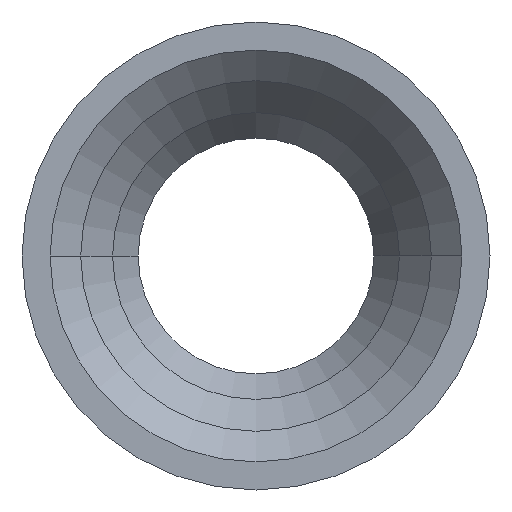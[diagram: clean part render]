
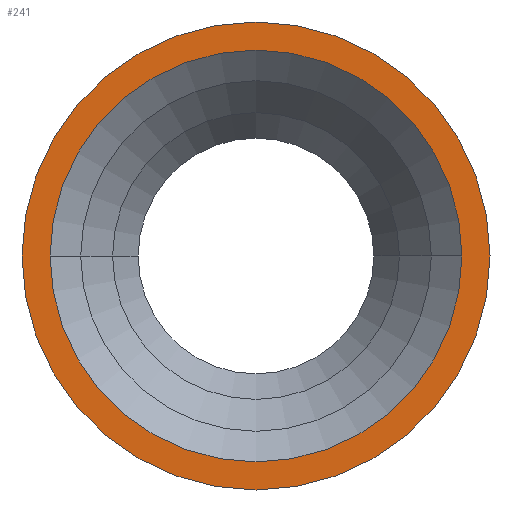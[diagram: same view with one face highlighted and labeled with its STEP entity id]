
A CAD part, left-side view. The second image highlights one B-rep face of the part: STEP entity #241.
In plain terms, the highlighted planar face has unit normal (-1, 0, 0).
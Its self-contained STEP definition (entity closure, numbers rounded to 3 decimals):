
#191 = VERTEX_POINT( '', #459 );
#199 = EDGE_CURVE( '', #365, #361, #468, .T. );
#241 = ADVANCED_FACE( '', ( #515, #516 ), #517, .T. );
#267 = EDGE_CURVE( '', #191, #275, #545, .T. );
#275 = VERTEX_POINT( '', #553 );
#307 = EDGE_CURVE( '', #275, #191, #591, .T. );
#325 = EDGE_CURVE( '', #361, #365, #611, .T. );
#361 = VERTEX_POINT( '', #653 );
#365 = VERTEX_POINT( '', #657 );
#459 = CARTESIAN_POINT( '', ( 0., -55., 0. ) );
#468 = CIRCLE( '', #775, 48.4 );
#515 = FACE_BOUND( '', #837, .T. );
#516 = FACE_OUTER_BOUND( '', #838, .T. );
#517 = PLANE( '', #839 );
#545 = CIRCLE( '', #877, 55. );
#553 = CARTESIAN_POINT( '', ( 0., 55., 0. ) );
#591 = CIRCLE( '', #940, 55. );
#611 = CIRCLE( '', #967, 48.4 );
#653 = CARTESIAN_POINT( '', ( 0., 48.4, 0. ) );
#657 = CARTESIAN_POINT( '', ( 0., -48.4, 0. ) );
#775 = AXIS2_PLACEMENT_3D( '', #1135, #1136, #1137 );
#837 = EDGE_LOOP( '', ( #1199, #1200 ) );
#838 = EDGE_LOOP( '', ( #1201, #1202 ) );
#839 = AXIS2_PLACEMENT_3D( '', #1203, #1204, #1205 );
#877 = AXIS2_PLACEMENT_3D( '', #1234, #1235, #1236 );
#940 = AXIS2_PLACEMENT_3D( '', #1300, #1301, #1302 );
#967 = AXIS2_PLACEMENT_3D( '', #1327, #1328, #1329 );
#1135 = CARTESIAN_POINT( '', ( 0., 0., 0. ) );
#1136 = DIRECTION( '', ( -1., 0., 0. ) );
#1137 = DIRECTION( '', ( 0., 1., 0. ) );
#1199 = ORIENTED_EDGE( '', *, *, #325, .F. );
#1200 = ORIENTED_EDGE( '', *, *, #199, .F. );
#1201 = ORIENTED_EDGE( '', *, *, #307, .T. );
#1202 = ORIENTED_EDGE( '', *, *, #267, .T. );
#1203 = CARTESIAN_POINT( '', ( 0., 51.7, 0. ) );
#1204 = DIRECTION( '', ( -1., 0., 0. ) );
#1205 = DIRECTION( '', ( 0., 1., 0. ) );
#1234 = CARTESIAN_POINT( '', ( 0., 0., 0. ) );
#1235 = DIRECTION( '', ( -1., 0., 0. ) );
#1236 = DIRECTION( '', ( 0., 1., 0. ) );
#1300 = CARTESIAN_POINT( '', ( 0., 0., 0. ) );
#1301 = DIRECTION( '', ( -1., 0., 0. ) );
#1302 = DIRECTION( '', ( 0., 1., 0. ) );
#1327 = CARTESIAN_POINT( '', ( 0., 0., 0. ) );
#1328 = DIRECTION( '', ( -1., 0., 0. ) );
#1329 = DIRECTION( '', ( 0., 1., 0. ) );
